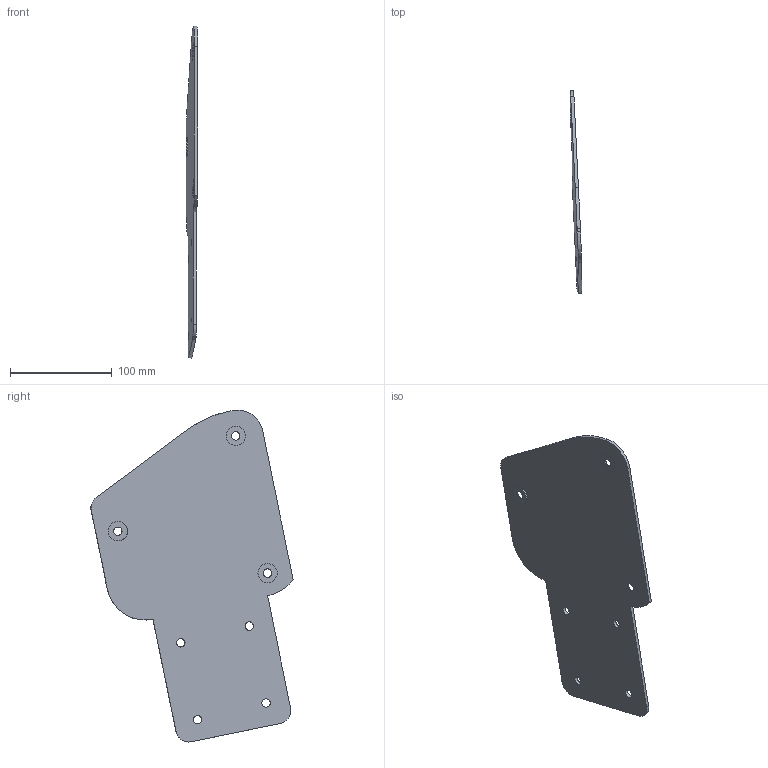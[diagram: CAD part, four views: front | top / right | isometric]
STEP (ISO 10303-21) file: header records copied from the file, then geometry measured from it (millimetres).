
FILE_DESCRIPTION(/* description */ ('STEP AP242','CAx-IF Rec.Pracs.---Representation and Presentation of Product Manufacturing Information (PMI)---4.0---2014-10-13','CAx-IF Rec.Pracs.---3D Tessellated Geometry---0.4---2014-09-14','2;1'),/* implementation_level */ '2;1');
FILE_NAME(/* name */ '67cbfb5a75f3db0beef5ffe0',/* time_stamp */ '2025-03-08T08:10:02Z',/* author */ (''),/* organization */ (''),/* preprocessor_version */ 'ST-DEVELOPER v20',/* originating_system */ 'ONSHAPE BY PTC INC, 1.194',/* authorisation */ ' ');
FILE_SCHEMA (('AP242_MANAGED_MODEL_BASED_3D_ENGINEERING_MIM_LF { 1 0 10303 442 1 1 4 }'));
Length unit declared in the file: metre
Products named in the file (3): Part 10; Part 8; Part 9
Bounding box: 11.07 x 199.01 x 326.63 mm (x, y, z)
Volume: 135841.1 mm3; surface area: 90358.3 mm2
Topology: 3 solids, 3 shells, 35 faces, 87 edges, 58 vertices
Faces by surface type: cylinder 20, plane 15
Full cylindrical faces by diameter (mm): 8.255 x7, 18.796 x2, 19.05 x4
Entity records: 1095 total; most frequent: DIRECTION 192, CARTESIAN_POINT 166, ORIENTED_EDGE 144, AXIS2_PLACEMENT_3D 82, EDGE_CURVE 72, EDGE_LOOP 68, FACE_BOUND 68, VERTEX_POINT 56
